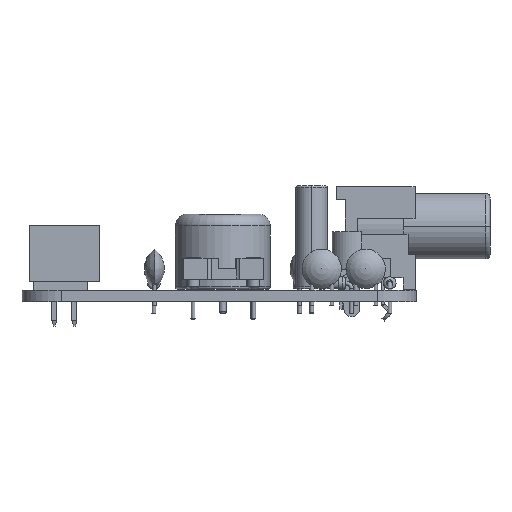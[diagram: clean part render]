
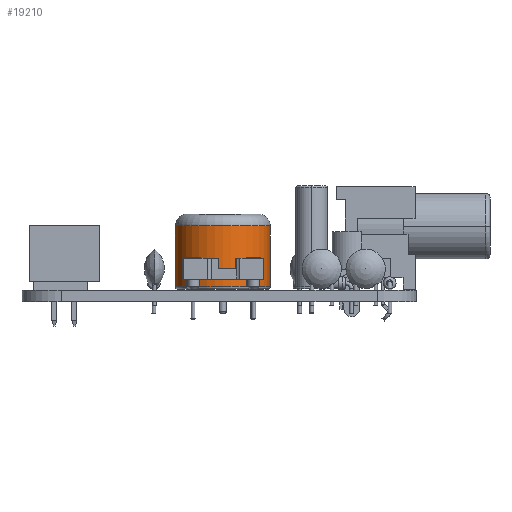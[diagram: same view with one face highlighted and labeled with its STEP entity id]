
A CAD part, left-side view. The second image highlights one B-rep face of the part: STEP entity #19210.
In plain terms, the highlighted cylindrical face has radius 6 mm (diameter 12 mm), a full revolution.
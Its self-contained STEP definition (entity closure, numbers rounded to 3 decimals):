
#19210 = ADVANCED_FACE('',(#19211),#19238,.T.);
#19211 = FACE_BOUND('',#19212,.T.);
#19212 = EDGE_LOOP('',(#19213,#19222,#19230,#19237));
#19213 = ORIENTED_EDGE('',*,*,#19214,.T.);
#19214 = EDGE_CURVE('',#19215,#19215,#19217,.T.);
#19215 = VERTEX_POINT('',#19216);
#19216 = CARTESIAN_POINT('',(9.8,0.,0.33));
#19217 = CIRCLE('',#19218,6.);
#19218 = AXIS2_PLACEMENT_3D('',#19219,#19220,#19221);
#19219 = CARTESIAN_POINT('',(3.8,0.,0.33));
#19220 = DIRECTION('',(0.,0.,1.));
#19221 = DIRECTION('',(1.,0.,0.));
#19222 = ORIENTED_EDGE('',*,*,#19223,.T.);
#19223 = EDGE_CURVE('',#19215,#19224,#19226,.T.);
#19224 = VERTEX_POINT('',#19225);
#19225 = CARTESIAN_POINT('',(9.8,0.,8.049));
#19226 = LINE('',#19227,#19228);
#19227 = CARTESIAN_POINT('',(9.8,0.,0.03));
#19228 = VECTOR('',#19229,1.);
#19229 = DIRECTION('',(0.,0.,1.));
#19230 = ORIENTED_EDGE('',*,*,#19231,.F.);
#19231 = EDGE_CURVE('',#19224,#19224,#19232,.T.);
#19232 = CIRCLE('',#19233,6.);
#19233 = AXIS2_PLACEMENT_3D('',#19234,#19235,#19236);
#19234 = CARTESIAN_POINT('',(3.8,0.,8.049));
#19235 = DIRECTION('',(0.,0.,1.));
#19236 = DIRECTION('',(1.,0.,0.));
#19237 = ORIENTED_EDGE('',*,*,#19223,.F.);
#19238 = CYLINDRICAL_SURFACE('',#19239,6.);
#19239 = AXIS2_PLACEMENT_3D('',#19240,#19241,#19242);
#19240 = CARTESIAN_POINT('',(3.8,0.,0.03));
#19241 = DIRECTION('',(-0.,-0.,-1.));
#19242 = DIRECTION('',(1.,0.,0.));
